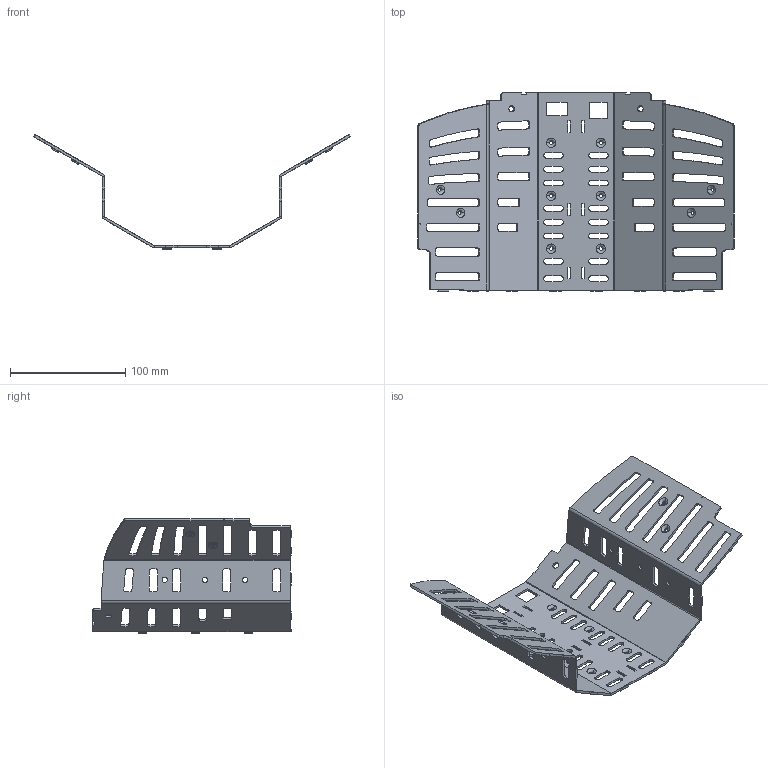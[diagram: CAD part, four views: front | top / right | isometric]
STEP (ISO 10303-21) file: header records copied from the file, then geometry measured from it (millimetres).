
FILE_DESCRIPTION((''),'2;1');
FILE_NAME('1870644','2015-01-20T',('SYSTEM'),(''),'PRO/ENGINEER BY PARAMETRIC TECHNOLOGY CORPORATION, 2014090','PRO/ENGINEER BY PARAMETRIC TECHNOLOGY CORPORATION, 2014090','');
FILE_SCHEMA(('CONFIG_CONTROL_DESIGN'));
Length unit declared in the file: millimetre
Products named in the file (1): 1870644
Bounding box: 274.98 x 172.5 x 99.73 mm (x, y, z)
Volume: 101904.9 mm3; surface area: 112209.9 mm2
Topology: 11 solids, 11 shells, 630 faces, 1700 edges, 1092 vertices
Faces by surface type: plane 314, cylinder 272, torus 40, extrusion 2, bspline 2
Entity records: 20428 total; most frequent: CARTESIAN_POINT 3754, DIRECTION 3570, ORIENTED_EDGE 3400, EDGE_CURVE 1700, AXIS2_PLACEMENT_3D 1250, VERTEX_POINT 1092, VECTOR 1070, LINE 1068
